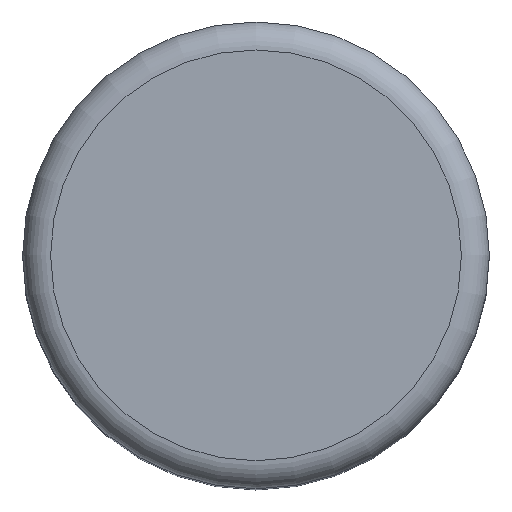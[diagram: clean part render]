
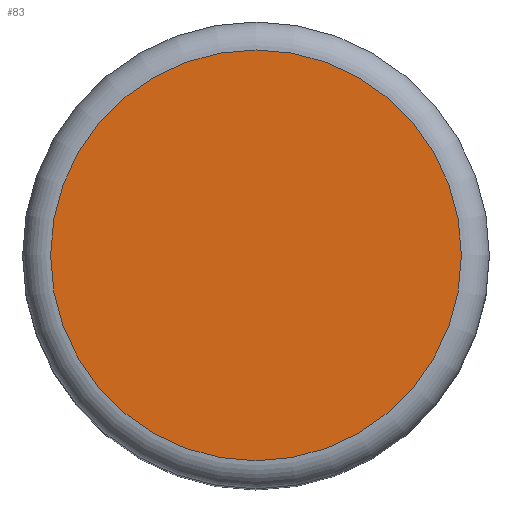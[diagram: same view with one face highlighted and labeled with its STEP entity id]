
A CAD part, top view. The second image highlights one B-rep face of the part: STEP entity #83.
In plain terms, the highlighted planar face has unit normal (0, 0, 1).
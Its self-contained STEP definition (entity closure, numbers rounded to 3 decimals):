
#83 = ADVANCED_FACE( '', ( #178 ), #179, .F. );
#178 = FACE_OUTER_BOUND( '', #268, .T. );
#179 = PLANE( '', #269 );
#268 = EDGE_LOOP( '', ( #390 ) );
#269 = AXIS2_PLACEMENT_3D( '', #391, #392, #393 );
#390 = ORIENTED_EDGE( '', *, *, #426, .T. );
#391 = CARTESIAN_POINT( '', ( 12.5, 0., 32.5 ) );
#392 = DIRECTION( '', ( 0., 0., -1. ) );
#393 = DIRECTION( '', ( -1., 0., 0. ) );
#426 = EDGE_CURVE( '', #482, #482, #483, .F. );
#482 = VERTEX_POINT( '', #541 );
#483 = CIRCLE( '', #542, 11. );
#541 = CARTESIAN_POINT( '', ( -11., 0., 32.5 ) );
#542 = AXIS2_PLACEMENT_3D( '', #604, #605, #606 );
#604 = CARTESIAN_POINT( '', ( 0., 0., 32.5 ) );
#605 = DIRECTION( '', ( 0., 0., -1. ) );
#606 = DIRECTION( '', ( -1., 0., 0. ) );
